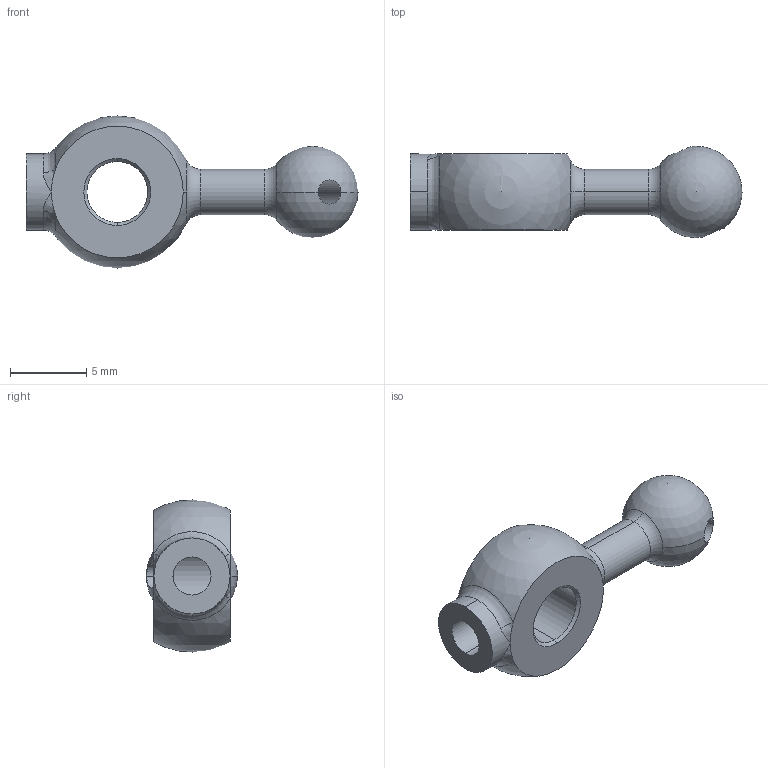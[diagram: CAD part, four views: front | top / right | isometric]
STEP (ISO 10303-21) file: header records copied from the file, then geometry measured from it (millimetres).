
FILE_DESCRIPTION (( 'STEP AP203' ), '1' );
FILE_NAME ('CTT0020.STEP', '2018-08-06T16:15:41', ( '' ), ( '' ), 'SwSTEP 2.0', 'SolidWorks 2016', '' );
FILE_SCHEMA (( 'CONFIG_CONTROL_DESIGN' ));
Length unit declared in the file: millimetre
Products named in the file (1): CTT0020
Bounding box: 21.82 x 6 x 10 mm (x, y, z)
Volume: 441.8 mm3; surface area: 529.3 mm2
Topology: 1 solids, 1 shells, 32 faces, 93 edges, 53 vertices
Faces by surface type: cylinder 10, torus 7, cone 4, sphere 4, bspline 4, plane 3
Entity records: 1147 total; most frequent: CARTESIAN_POINT 287, DIRECTION 188, ORIENTED_EDGE 156, AXIS2_PLACEMENT_3D 87, EDGE_CURVE 78, CIRCLE 58, VERTEX_POINT 46, EDGE_LOOP 36
